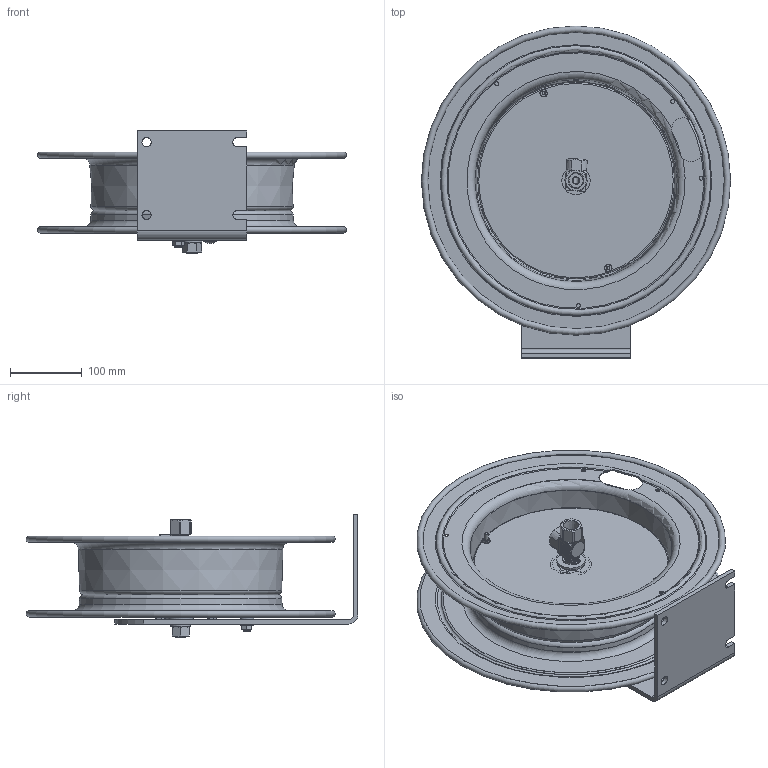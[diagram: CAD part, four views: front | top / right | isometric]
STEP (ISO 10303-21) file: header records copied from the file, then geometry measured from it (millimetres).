
FILE_DESCRIPTION(/* description */ (''),/* implementation_level */ '2;1');
FILE_NAME(/* name */ 'E-LPL-430_SHARED.stp',/* time_stamp */ '2020-02-13T00:40:36-07:00',/* author */ ('NMelton'),/* organization */ (''),/* preprocessor_version */ 'ST-DEVELOPER v17',/* originating_system */ 'Autodesk Inventor 2019',/* authorisation */ '');
FILE_SCHEMA (('AUTOMOTIVE_DESIGN { 1 0 10303 214 3 1 1 }'));
Length unit declared in the file: inch
Products named in the file (1): E-LPL-430_SHARED
Bounding box: 431.79 x 463.55 x 170.69 mm (x, y, z)
Surface area: 874741.2 mm2 (no closed solid volume)
Topology: 0 solids, 57 shells, 672 faces, 3762 edges, 3064 vertices
Faces by surface type: plane 400, cylinder 130, bspline 60, cone 50, torus 31, sphere 1
Full cylindrical faces by diameter (mm): 2.159 x2, 4.826 x4, 5.08 x2, 5.588 x4, 7.112 x1, 12.548 x1, 12.7 x2, 15.875 x1, 17.399 x1, 17.882 x1, 19.05 x1, 20.574 x1, 31.623 x1, 35.052 x1, 39.624 x1
Entity records: 39274 total; most frequent: CARTESIAN_POINT 11384, ORIENTED_EDGE 4979, DIRECTION 4880, EDGE_CURVE 3761, VERTEX_POINT 3064, LINE 2374, VECTOR 2374, AXIS2_PLACEMENT_3D 1253
